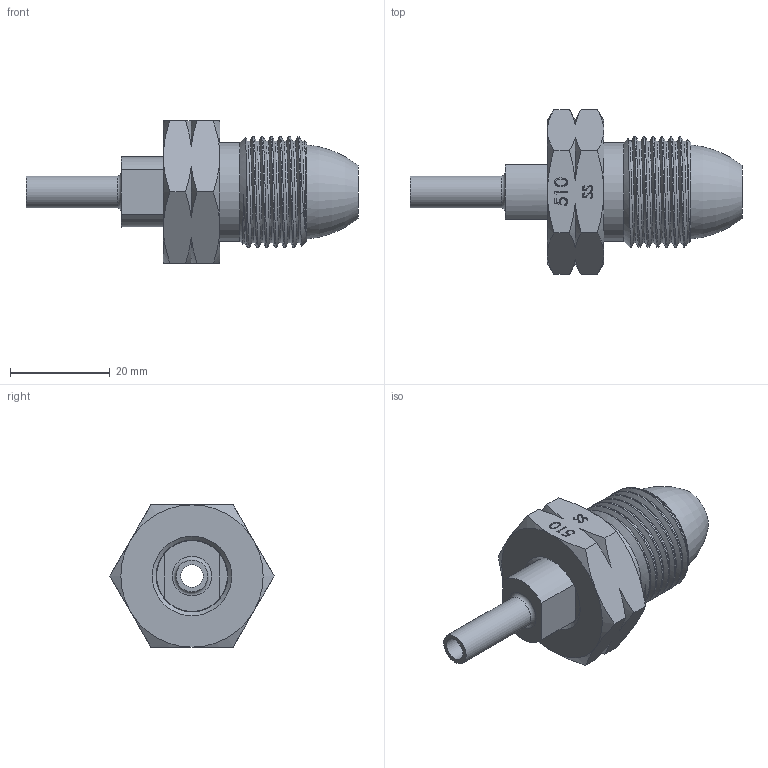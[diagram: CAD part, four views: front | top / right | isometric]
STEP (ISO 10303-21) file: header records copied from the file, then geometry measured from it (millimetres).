
FILE_DESCRIPTION (( 'STEP AP203' ), '1' );
FILE_NAME ('INL-510SS-4TS-42F.STEP', '2024-02-29T14:42:57', ( '' ), ( '' ), 'SwSTEP 2.0', 'SolidWorks 2018', '' );
FILE_SCHEMA (( 'CONFIG_CONTROL_DESIGN' ));
Length unit declared in the file: inch
Products named in the file (6): INL-510SS-4TS-42F; PRT-001200; PRT-000039
Assembly tree (3 placements, depth 2):
  INL-510SS-4TS-42F
    PRT-001200
  INL-510SS-4TS-42F
    PRT-000039
    PRT-001200
  PRT-000039
Bounding box: 66.67 x 33 x 28.57 mm (x, y, z)
Volume: 16532.6 mm3; surface area: 8996 mm2
Topology: 2 solids, 2 shells, 129 faces, 331 edges, 216 vertices
Faces by surface type: bspline 50, plane 39, cone 31, cylinder 6, torus 3
Full cylindrical faces by diameter (mm): 4.547 x1, 6.401 x1, 14.211 x1, 14.402 x1, 19.837 x1
Entity records: 12810 total; most frequent: CARTESIAN_POINT 9618, ORIENTED_EDGE 618, DIRECTION 373, EDGE_CURVE 309, VERTEX_POINT 208, EDGE_LOOP 155, B_SPLINE_CURVE_WITH_KNOTS 153, FACE_OUTER_BOUND 136
